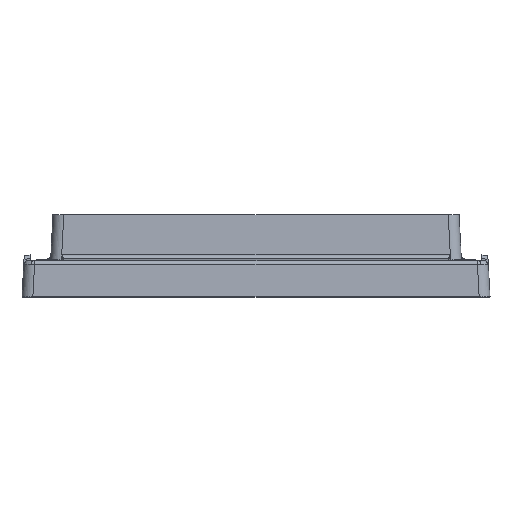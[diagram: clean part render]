
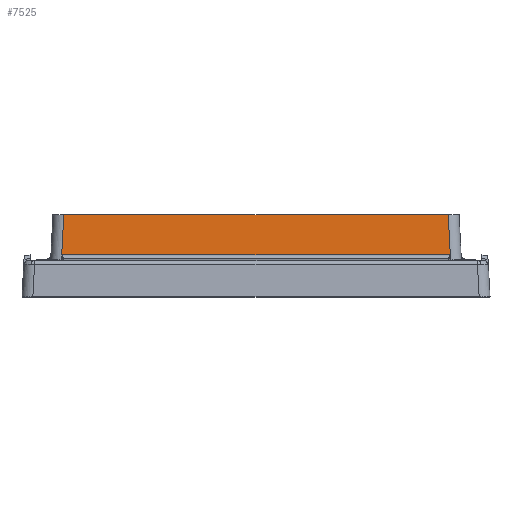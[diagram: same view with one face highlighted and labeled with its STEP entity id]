
A CAD part, top view. The second image highlights one B-rep face of the part: STEP entity #7525.
In plain terms, the highlighted planar face has unit normal (0, 0.052, 0.999).
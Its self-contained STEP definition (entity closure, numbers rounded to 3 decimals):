
#1819 = CARTESIAN_POINT ( 'NONE',  ( 122.313, 13.221, 103.507 ) ) ;
#3270 = VERTEX_POINT ( 'NONE', #1819 ) ;
#3313 = EDGE_CURVE ( 'NONE', #6132, #3270, #4308, .T. ) ;
#3352 = EDGE_LOOP ( 'NONE', ( #7534, #7527, #7505, #7503 ) ) ;
#4305 = DIRECTION ( 'NONE',  ( 1., 0., 0. ) ) ;
#4306 = VECTOR ( 'NONE', #4305, 1000. ) ;
#4307 = CARTESIAN_POINT ( 'NONE',  ( -25.156, 13.221, 103.507 ) ) ;
#4308 = LINE ( 'NONE', #4307, #4306 ) ;
#6132 = VERTEX_POINT ( 'NONE', #8537 ) ;
#7301 = VERTEX_POINT ( 'NONE', #12209 ) ;
#7367 = EDGE_CURVE ( 'NONE', #6132, #7301, #12384, .T. ) ;
#7503 = ORIENTED_EDGE ( 'NONE', *, *, #7367, .F. ) ;
#7505 = ORIENTED_EDGE ( 'NONE', *, *, #7736, .T. ) ;
#7511 = EDGE_CURVE ( 'NONE', #3270, #7763, #12968, .T. ) ;
#7525 = ADVANCED_FACE ( 'NONE', ( #13030 ), #13029, .T. ) ;
#7527 = ORIENTED_EDGE ( 'NONE', *, *, #7511, .T. ) ;
#7534 = ORIENTED_EDGE ( 'NONE', *, *, #3313, .T. ) ;
#7736 = EDGE_CURVE ( 'NONE', #7763, #7301, #13870, .T. ) ;
#7763 = VERTEX_POINT ( 'NONE', #13892 ) ;
#8537 = CARTESIAN_POINT ( 'NONE',  ( -74.312, 13.221, 103.507 ) ) ;
#12209 = CARTESIAN_POINT ( 'NONE',  ( -73.244, 33.6, 102.439 ) ) ;
#12369 = DIRECTION ( 'NONE',  ( 0.052, 0.997, -0.052 ) ) ;
#12370 = VECTOR ( 'NONE', #12369, 1000. ) ;
#12382 = CARTESIAN_POINT ( 'NONE',  ( -73.778, 23.41, 102.973 ) ) ;
#12384 = LINE ( 'NONE', #12382, #12370 ) ;
#12965 = DIRECTION ( 'NONE',  ( -0.052, 0.997, -0.052 ) ) ;
#12966 = VECTOR ( 'NONE', #12965, 1000. ) ;
#12967 = CARTESIAN_POINT ( 'NONE',  ( 121.778, 23.41, 102.973 ) ) ;
#12968 = LINE ( 'NONE', #12967, #12966 ) ;
#13019 = DIRECTION ( 'NONE',  ( 0., -0.999, 0.052 ) ) ;
#13020 = DIRECTION ( 'NONE',  ( 0., 0.052, 0.999 ) ) ;
#13027 = CARTESIAN_POINT ( 'NONE',  ( -80.5, 0., 104.2 ) ) ;
#13028 = AXIS2_PLACEMENT_3D ( 'NONE', #13027, #13020, #13019 ) ;
#13029 = PLANE ( 'NONE',  #13028 ) ;
#13030 = FACE_OUTER_BOUND ( 'NONE', #3352, .T. ) ;
#13864 = DIRECTION ( 'NONE',  ( -1., 0., 0. ) ) ;
#13865 = VECTOR ( 'NONE', #13864, 1000. ) ;
#13866 = CARTESIAN_POINT ( 'NONE',  ( 24., 33.6, 102.439 ) ) ;
#13870 = LINE ( 'NONE', #13866, #13865 ) ;
#13892 = CARTESIAN_POINT ( 'NONE',  ( 121.244, 33.6, 102.439 ) ) ;
